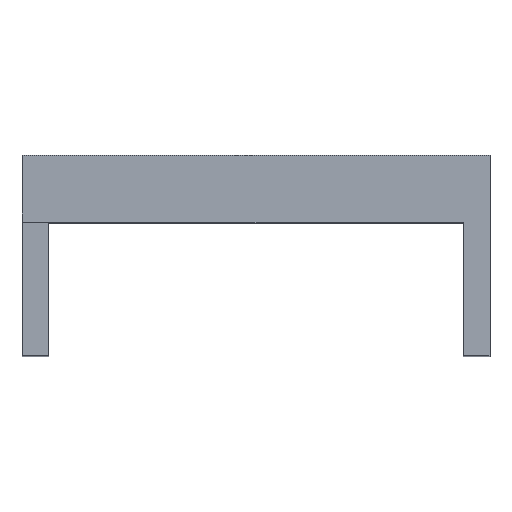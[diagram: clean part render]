
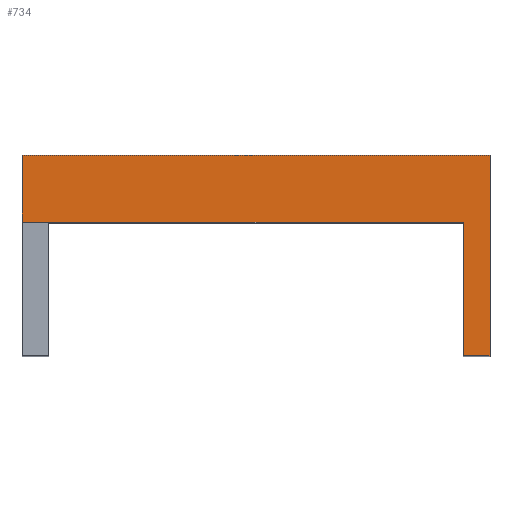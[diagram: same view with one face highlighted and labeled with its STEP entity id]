
A CAD part, top view. The second image highlights one B-rep face of the part: STEP entity #734.
In plain terms, the highlighted planar face has unit normal (0, 0, 1).
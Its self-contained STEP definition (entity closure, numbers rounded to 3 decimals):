
#32 = PLANE('',#33);
#33 = AXIS2_PLACEMENT_3D('',#34,#35,#36);
#34 = CARTESIAN_POINT('',(15.5,0.,-18.133));
#35 = DIRECTION('',(1.,0.,0.));
#36 = DIRECTION('',(0.,-1.,0.));
#57 = VERTEX_POINT('',#58);
#58 = CARTESIAN_POINT('',(15.5,0.,21.867));
#72 = PLANE('',#73);
#73 = AXIS2_PLACEMENT_3D('',#74,#75,#76);
#74 = CARTESIAN_POINT('',(0.,0.,1.867));
#75 = DIRECTION('',(0.,-1.,0.));
#76 = DIRECTION('',(1.,0.,0.));
#84 = EDGE_CURVE('',#57,#85,#87,.T.);
#85 = VERTEX_POINT('',#86);
#86 = CARTESIAN_POINT('',(15.5,-10.,21.867));
#87 = SURFACE_CURVE('',#88,(#92,#99),.PCURVE_S1.);
#88 = LINE('',#89,#90);
#89 = CARTESIAN_POINT('',(15.5,0.,21.867));
#90 = VECTOR('',#91,1.);
#91 = DIRECTION('',(0.,-1.,0.));
#92 = PCURVE('',#32,#93);
#93 = DEFINITIONAL_REPRESENTATION('',(#94),#98);
#94 = LINE('',#95,#96);
#95 = CARTESIAN_POINT('',(0.,-40.));
#96 = VECTOR('',#97,1.);
#97 = DIRECTION('',(1.,0.));
#98 = ( GEOMETRIC_REPRESENTATION_CONTEXT(2) 
PARAMETRIC_REPRESENTATION_CONTEXT() REPRESENTATION_CONTEXT('2D SPACE',''
  ) );
#99 = PCURVE('',#100,#105);
#100 = PLANE('',#101);
#101 = AXIS2_PLACEMENT_3D('',#102,#103,#104);
#102 = CARTESIAN_POINT('',(3.3,0.8,21.867));
#103 = DIRECTION('',(0.,0.,1.));
#104 = DIRECTION('',(0.,-1.,0.));
#105 = DEFINITIONAL_REPRESENTATION('',(#106),#110);
#106 = LINE('',#107,#108);
#107 = CARTESIAN_POINT('',(0.8,12.2));
#108 = VECTOR('',#109,1.);
#109 = DIRECTION('',(1.,0.));
#110 = ( GEOMETRIC_REPRESENTATION_CONTEXT(2) 
PARAMETRIC_REPRESENTATION_CONTEXT() REPRESENTATION_CONTEXT('2D SPACE',''
  ) );
#126 = PLANE('',#127);
#127 = AXIS2_PLACEMENT_3D('',#128,#129,#130);
#128 = CARTESIAN_POINT('',(15.5,-10.,-18.133));
#129 = DIRECTION('',(0.,-1.,0.));
#130 = DIRECTION('',(1.,0.,0.));
#235 = PLANE('',#236);
#236 = AXIS2_PLACEMENT_3D('',#237,#238,#239);
#237 = CARTESIAN_POINT('',(-17.5,-2.5,1.869));
#238 = DIRECTION('',(-1.,0.,-0.));
#239 = DIRECTION('',(0.,1.,0.));
#263 = PLANE('',#264);
#264 = AXIS2_PLACEMENT_3D('',#265,#266,#267);
#265 = CARTESIAN_POINT('',(0.,5.,1.867));
#266 = DIRECTION('',(0.,-1.,0.));
#267 = DIRECTION('',(1.,0.,0.));
#289 = PLANE('',#290);
#290 = AXIS2_PLACEMENT_3D('',#291,#292,#293);
#291 = CARTESIAN_POINT('',(17.5,-2.5,1.867));
#292 = DIRECTION('',(1.,0.,0.));
#293 = DIRECTION('',(0.,-1.,0.));
#307 = VERTEX_POINT('',#308);
#308 = CARTESIAN_POINT('',(17.5,-10.,21.867));
#329 = EDGE_CURVE('',#85,#307,#330,.T.);
#330 = SURFACE_CURVE('',#331,(#335,#342),.PCURVE_S1.);
#331 = LINE('',#332,#333);
#332 = CARTESIAN_POINT('',(15.5,-10.,21.867));
#333 = VECTOR('',#334,1.);
#334 = DIRECTION('',(1.,0.,0.));
#335 = PCURVE('',#126,#336);
#336 = DEFINITIONAL_REPRESENTATION('',(#337),#341);
#337 = LINE('',#338,#339);
#338 = CARTESIAN_POINT('',(0.,40.));
#339 = VECTOR('',#340,1.);
#340 = DIRECTION('',(1.,0.));
#341 = ( GEOMETRIC_REPRESENTATION_CONTEXT(2) 
PARAMETRIC_REPRESENTATION_CONTEXT() REPRESENTATION_CONTEXT('2D SPACE',''
  ) );
#342 = PCURVE('',#100,#343);
#343 = DEFINITIONAL_REPRESENTATION('',(#344),#348);
#344 = LINE('',#345,#346);
#345 = CARTESIAN_POINT('',(10.8,12.2));
#346 = VECTOR('',#347,1.);
#347 = DIRECTION('',(0.,1.));
#348 = ( GEOMETRIC_REPRESENTATION_CONTEXT(2) 
PARAMETRIC_REPRESENTATION_CONTEXT() REPRESENTATION_CONTEXT('2D SPACE',''
  ) );
#354 = EDGE_CURVE('',#57,#355,#357,.T.);
#355 = VERTEX_POINT('',#356);
#356 = CARTESIAN_POINT('',(-15.5,0.,21.867));
#357 = SURFACE_CURVE('',#358,(#362,#369),.PCURVE_S1.);
#358 = LINE('',#359,#360);
#359 = CARTESIAN_POINT('',(17.5,0.,21.867));
#360 = VECTOR('',#361,1.);
#361 = DIRECTION('',(-1.,0.,0.));
#362 = PCURVE('',#72,#363);
#363 = DEFINITIONAL_REPRESENTATION('',(#364),#368);
#364 = LINE('',#365,#366);
#365 = CARTESIAN_POINT('',(17.5,20.));
#366 = VECTOR('',#367,1.);
#367 = DIRECTION('',(-1.,0.));
#368 = ( GEOMETRIC_REPRESENTATION_CONTEXT(2) 
PARAMETRIC_REPRESENTATION_CONTEXT() REPRESENTATION_CONTEXT('2D SPACE',''
  ) );
#369 = PCURVE('',#100,#370);
#370 = DEFINITIONAL_REPRESENTATION('',(#371),#375);
#371 = LINE('',#372,#373);
#372 = CARTESIAN_POINT('',(0.8,14.2));
#373 = VECTOR('',#374,1.);
#374 = DIRECTION('',(0.,-1.));
#375 = ( GEOMETRIC_REPRESENTATION_CONTEXT(2) 
PARAMETRIC_REPRESENTATION_CONTEXT() REPRESENTATION_CONTEXT('2D SPACE',''
  ) );
#734 = ADVANCED_FACE('',(#735),#100,.T.);
#735 = FACE_BOUND('',#736,.T.);
#736 = EDGE_LOOP('',(#737,#760,#783,#806,#832,#833,#834));
#737 = ORIENTED_EDGE('',*,*,#738,.F.);
#738 = EDGE_CURVE('',#739,#307,#741,.T.);
#739 = VERTEX_POINT('',#740);
#740 = CARTESIAN_POINT('',(17.5,5.,21.867));
#741 = SURFACE_CURVE('',#742,(#746,#753),.PCURVE_S1.);
#742 = LINE('',#743,#744);
#743 = CARTESIAN_POINT('',(17.5,0.,21.867));
#744 = VECTOR('',#745,1.);
#745 = DIRECTION('',(0.,-1.,0.));
#746 = PCURVE('',#100,#747);
#747 = DEFINITIONAL_REPRESENTATION('',(#748),#752);
#748 = LINE('',#749,#750);
#749 = CARTESIAN_POINT('',(0.8,14.2));
#750 = VECTOR('',#751,1.);
#751 = DIRECTION('',(1.,0.));
#752 = ( GEOMETRIC_REPRESENTATION_CONTEXT(2) 
PARAMETRIC_REPRESENTATION_CONTEXT() REPRESENTATION_CONTEXT('2D SPACE',''
  ) );
#753 = PCURVE('',#289,#754);
#754 = DEFINITIONAL_REPRESENTATION('',(#755),#759);
#755 = LINE('',#756,#757);
#756 = CARTESIAN_POINT('',(-2.5,-20.));
#757 = VECTOR('',#758,1.);
#758 = DIRECTION('',(1.,0.));
#759 = ( GEOMETRIC_REPRESENTATION_CONTEXT(2) 
PARAMETRIC_REPRESENTATION_CONTEXT() REPRESENTATION_CONTEXT('2D SPACE',''
  ) );
#760 = ORIENTED_EDGE('',*,*,#761,.T.);
#761 = EDGE_CURVE('',#739,#762,#764,.T.);
#762 = VERTEX_POINT('',#763);
#763 = CARTESIAN_POINT('',(-17.5,5.,21.867));
#764 = SURFACE_CURVE('',#765,(#769,#776),.PCURVE_S1.);
#765 = LINE('',#766,#767);
#766 = CARTESIAN_POINT('',(17.5,5.,21.867));
#767 = VECTOR('',#768,1.);
#768 = DIRECTION('',(-1.,0.,0.));
#769 = PCURVE('',#100,#770);
#770 = DEFINITIONAL_REPRESENTATION('',(#771),#775);
#771 = LINE('',#772,#773);
#772 = CARTESIAN_POINT('',(-4.2,14.2));
#773 = VECTOR('',#774,1.);
#774 = DIRECTION('',(0.,-1.));
#775 = ( GEOMETRIC_REPRESENTATION_CONTEXT(2) 
PARAMETRIC_REPRESENTATION_CONTEXT() REPRESENTATION_CONTEXT('2D SPACE',''
  ) );
#776 = PCURVE('',#263,#777);
#777 = DEFINITIONAL_REPRESENTATION('',(#778),#782);
#778 = LINE('',#779,#780);
#779 = CARTESIAN_POINT('',(17.5,20.));
#780 = VECTOR('',#781,1.);
#781 = DIRECTION('',(-1.,0.));
#782 = ( GEOMETRIC_REPRESENTATION_CONTEXT(2) 
PARAMETRIC_REPRESENTATION_CONTEXT() REPRESENTATION_CONTEXT('2D SPACE',''
  ) );
#783 = ORIENTED_EDGE('',*,*,#784,.F.);
#784 = EDGE_CURVE('',#785,#762,#787,.T.);
#785 = VERTEX_POINT('',#786);
#786 = CARTESIAN_POINT('',(-17.5,0.,21.867));
#787 = SURFACE_CURVE('',#788,(#792,#799),.PCURVE_S1.);
#788 = LINE('',#789,#790);
#789 = CARTESIAN_POINT('',(-17.5,2.,21.867));
#790 = VECTOR('',#791,1.);
#791 = DIRECTION('',(0.,1.,0.));
#792 = PCURVE('',#100,#793);
#793 = DEFINITIONAL_REPRESENTATION('',(#794),#798);
#794 = LINE('',#795,#796);
#795 = CARTESIAN_POINT('',(-1.2,-20.8));
#796 = VECTOR('',#797,1.);
#797 = DIRECTION('',(-1.,0.));
#798 = ( GEOMETRIC_REPRESENTATION_CONTEXT(2) 
PARAMETRIC_REPRESENTATION_CONTEXT() REPRESENTATION_CONTEXT('2D SPACE',''
  ) );
#799 = PCURVE('',#235,#800);
#800 = DEFINITIONAL_REPRESENTATION('',(#801),#805);
#801 = LINE('',#802,#803);
#802 = CARTESIAN_POINT('',(4.5,-19.998));
#803 = VECTOR('',#804,1.);
#804 = DIRECTION('',(1.,0.));
#805 = ( GEOMETRIC_REPRESENTATION_CONTEXT(2) 
PARAMETRIC_REPRESENTATION_CONTEXT() REPRESENTATION_CONTEXT('2D SPACE',''
  ) );
#806 = ORIENTED_EDGE('',*,*,#807,.F.);
#807 = EDGE_CURVE('',#355,#785,#808,.T.);
#808 = SURFACE_CURVE('',#809,(#813,#820),.PCURVE_S1.);
#809 = LINE('',#810,#811);
#810 = CARTESIAN_POINT('',(17.5,0.,21.867));
#811 = VECTOR('',#812,1.);
#812 = DIRECTION('',(-1.,0.,0.));
#813 = PCURVE('',#100,#814);
#814 = DEFINITIONAL_REPRESENTATION('',(#815),#819);
#815 = LINE('',#816,#817);
#816 = CARTESIAN_POINT('',(0.8,14.2));
#817 = VECTOR('',#818,1.);
#818 = DIRECTION('',(0.,-1.));
#819 = ( GEOMETRIC_REPRESENTATION_CONTEXT(2) 
PARAMETRIC_REPRESENTATION_CONTEXT() REPRESENTATION_CONTEXT('2D SPACE',''
  ) );
#820 = PCURVE('',#821,#826);
#821 = PLANE('',#822);
#822 = AXIS2_PLACEMENT_3D('',#823,#824,#825);
#823 = CARTESIAN_POINT('',(-17.5,0.,-18.13));
#824 = DIRECTION('',(0.,-1.,0.));
#825 = DIRECTION('',(1.,0.,0.));
#826 = DEFINITIONAL_REPRESENTATION('',(#827),#831);
#827 = LINE('',#828,#829);
#828 = CARTESIAN_POINT('',(35.,39.997));
#829 = VECTOR('',#830,1.);
#830 = DIRECTION('',(-1.,0.));
#831 = ( GEOMETRIC_REPRESENTATION_CONTEXT(2) 
PARAMETRIC_REPRESENTATION_CONTEXT() REPRESENTATION_CONTEXT('2D SPACE',''
  ) );
#832 = ORIENTED_EDGE('',*,*,#354,.F.);
#833 = ORIENTED_EDGE('',*,*,#84,.T.);
#834 = ORIENTED_EDGE('',*,*,#329,.T.);
